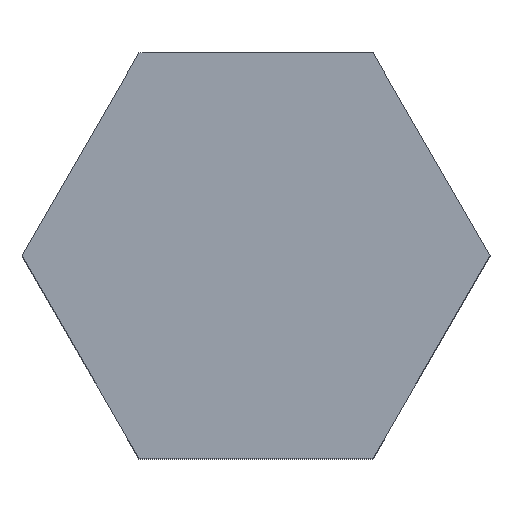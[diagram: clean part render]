
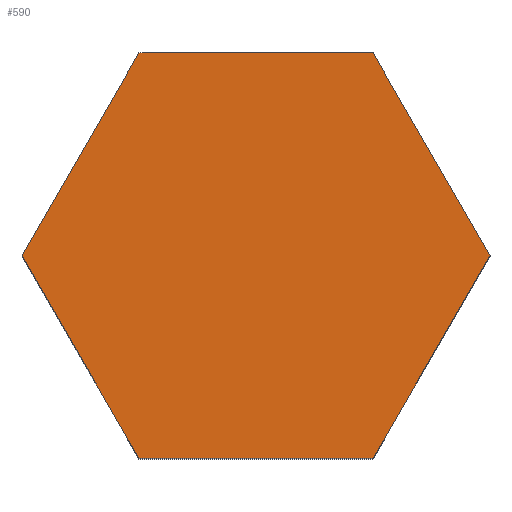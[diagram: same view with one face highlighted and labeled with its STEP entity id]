
A CAD part, top view. The second image highlights one B-rep face of the part: STEP entity #590.
In plain terms, the highlighted planar face has unit normal (0, 0, 1).
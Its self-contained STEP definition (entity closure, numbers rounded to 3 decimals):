
#37=FACE_OUTER_BOUND('',#72,.T.);
#72=EDGE_LOOP('',(#475,#476,#477,#478,#479,#480));
#146=LINE('',#929,#225);
#147=LINE('',#931,#226);
#148=LINE('',#933,#227);
#149=LINE('',#935,#228);
#150=LINE('',#937,#229);
#151=LINE('',#938,#230);
#225=VECTOR('',#755,10.);
#226=VECTOR('',#756,10.);
#227=VECTOR('',#757,10.);
#228=VECTOR('',#758,10.);
#229=VECTOR('',#759,10.);
#230=VECTOR('',#760,10.);
#288=VERTEX_POINT('',#927);
#289=VERTEX_POINT('',#928);
#290=VERTEX_POINT('',#930);
#291=VERTEX_POINT('',#932);
#292=VERTEX_POINT('',#934);
#293=VERTEX_POINT('',#936);
#358=EDGE_CURVE('',#288,#289,#146,.T.);
#359=EDGE_CURVE('',#289,#290,#147,.T.);
#360=EDGE_CURVE('',#290,#291,#148,.T.);
#361=EDGE_CURVE('',#291,#292,#149,.T.);
#362=EDGE_CURVE('',#292,#293,#150,.T.);
#363=EDGE_CURVE('',#293,#288,#151,.T.);
#475=ORIENTED_EDGE('',*,*,#358,.T.);
#476=ORIENTED_EDGE('',*,*,#359,.T.);
#477=ORIENTED_EDGE('',*,*,#360,.T.);
#478=ORIENTED_EDGE('',*,*,#361,.T.);
#479=ORIENTED_EDGE('',*,*,#362,.T.);
#480=ORIENTED_EDGE('',*,*,#363,.T.);
#557=PLANE('',#639);
#590=ADVANCED_FACE('',(#37),#557,.T.);
#639=AXIS2_PLACEMENT_3D('',#926,#753,#754);
#753=DIRECTION('center_axis',(0.,0.,1.));
#754=DIRECTION('ref_axis',(1.,0.,0.));
#755=DIRECTION('',(0.5,0.866,0.));
#756=DIRECTION('',(-0.5,0.866,0.));
#757=DIRECTION('',(-1.,0.,0.));
#758=DIRECTION('',(-0.5,-0.866,0.));
#759=DIRECTION('',(0.5,-0.866,0.));
#760=DIRECTION('',(1.,0.,0.));
#926=CARTESIAN_POINT('Origin',(0.,0.,3.25));
#927=CARTESIAN_POINT('',(2.281,-3.95,3.25));
#928=CARTESIAN_POINT('',(4.561,0.,3.25));
#929=CARTESIAN_POINT('',(2.281,-3.95,3.25));
#930=CARTESIAN_POINT('',(2.281,3.95,3.25));
#931=CARTESIAN_POINT('',(4.561,0.,3.25));
#932=CARTESIAN_POINT('',(-2.281,3.95,3.25));
#933=CARTESIAN_POINT('',(2.281,3.95,3.25));
#934=CARTESIAN_POINT('',(-4.561,0.,3.25));
#935=CARTESIAN_POINT('',(-2.281,3.95,3.25));
#936=CARTESIAN_POINT('',(-2.281,-3.95,3.25));
#937=CARTESIAN_POINT('',(-4.561,0.,3.25));
#938=CARTESIAN_POINT('',(-2.281,-3.95,3.25));
